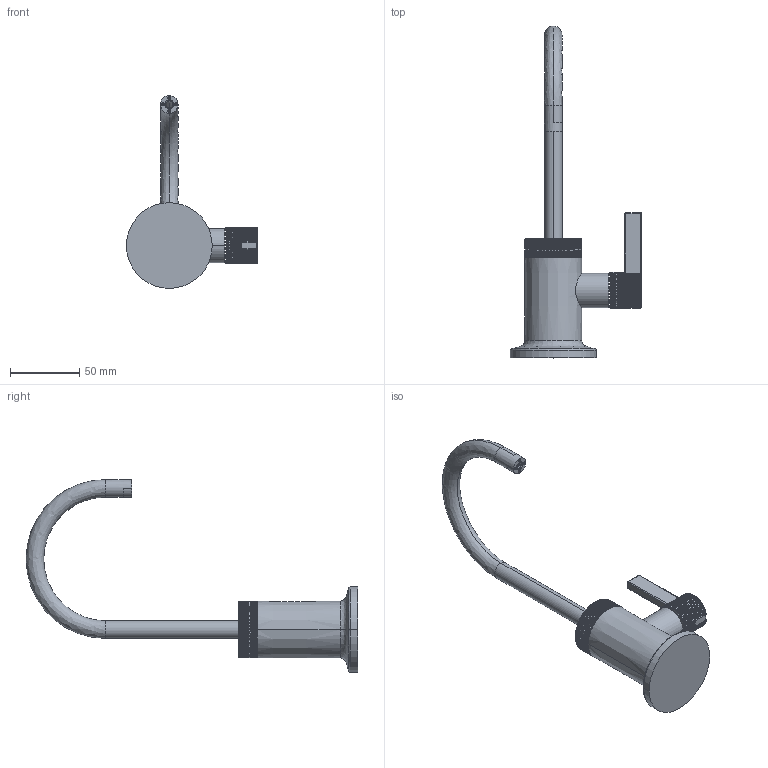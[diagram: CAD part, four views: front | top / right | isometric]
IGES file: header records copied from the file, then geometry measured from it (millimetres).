
Start section:  PTC IGES file: 3230-5623.igs
Global section: file name: 3230-5623.igs; native system: Creo Parametric by PTC Inc.; preprocessor: 2023134; author: SwamiS; organization: Unknown; date: 20250423.170920; units: inch
Bounding box: 94.39 x 238.76 x 138.81 mm (x, y, z)
Surface area: 47466.9 mm2 (no closed solid volume)
Topology: 0 solids, 0 shells, 720 faces, 4078 edges, 4070 vertices
Faces by surface type: bspline 414, revolution 306
